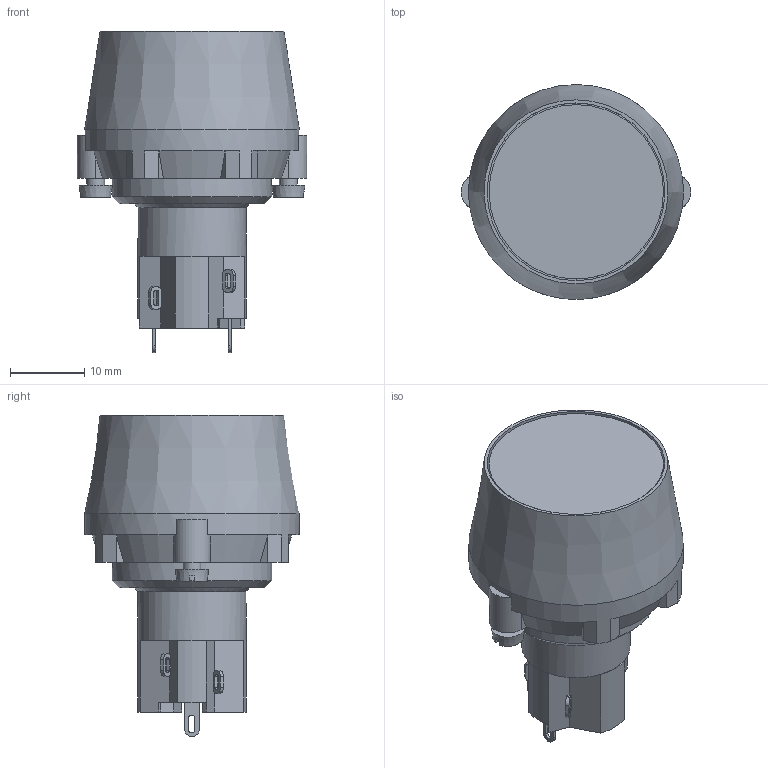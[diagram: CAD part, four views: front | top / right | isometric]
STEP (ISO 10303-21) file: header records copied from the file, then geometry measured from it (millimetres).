
FILE_DESCRIPTION((' '),'2;1');
FILE_NAME('LASxxU11xxxx.stp','2017-07-12T08:42:44',(' '),(' '),' ','ACIS',' ');
FILE_SCHEMA(('CONFIG_CONTROL_DESIGN'));
Length unit declared in the file: inch
Products named in the file (1): LASxxU11xxxx.stp
Bounding box: 31 x 29 x 43.38 mm (x, y, z)
Volume: 11150.1 mm3; surface area: 8915.5 mm2
Topology: 1 solids, 5 shells, 414 faces, 1092 edges, 716 vertices
Faces by surface type: plane 263, cylinder 78, bspline 53, cone 20
Full cylindrical faces by diameter (mm): 2.4 x2, 3.2 x2, 3.5 x1, 7 x1, 13 x1, 14.5 x1, 14.6 x1, 16.1 x1, 19.8 x1, 21.1 x1, 21.5 x2, 23.55 x1, 24 x1, 24.6 x1, 26 x1, 27 x1, 29 x1
Entity records: 12881 total; most frequent: CARTESIAN_POINT 2888, ORIENTED_EDGE 2102, DIRECTION 1900, EDGE_CURVE 1051, VERTEX_POINT 705, VECTOR 658, LINE 658, AXIS2_PLACEMENT_3D 621
